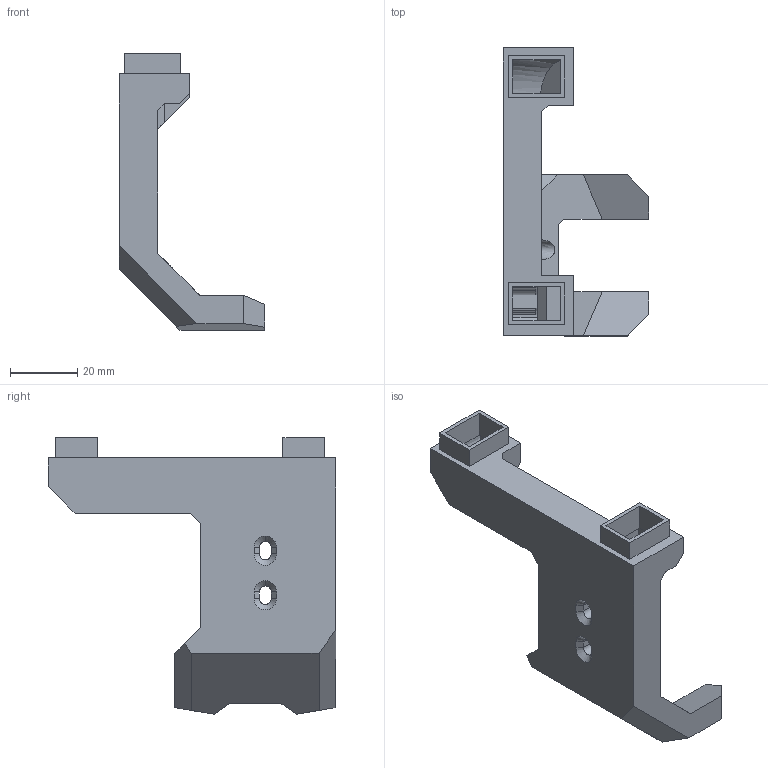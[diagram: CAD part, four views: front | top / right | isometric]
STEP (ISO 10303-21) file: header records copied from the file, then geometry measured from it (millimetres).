
FILE_DESCRIPTION (( 'STEP AP203' ), '1' );
FILE_NAME ('LPH volcano dual 5015 fan duct .STEP', '2023-02-01T18:58:41', ( '' ), ( '' ), 'SwSTEP 2.0', 'SolidWorks 2018', '' );
FILE_SCHEMA (( 'CONFIG_CONTROL_DESIGN' ));
Length unit declared in the file: millimetre
Products named in the file (1): LPH volcano dual 5015 fan duct 
Bounding box: 43.5 x 85.7 x 82.4 mm (x, y, z)
Volume: 17365.6 mm3; surface area: 29773 mm2
Topology: 1 solids, 2 shells, 401 faces, 1075 edges, 668 vertices
Faces by surface type: plane 172, cylinder 95, cone 84, bspline 50
Entity records: 17476 total; most frequent: CARTESIAN_POINT 7805, ORIENTED_EDGE 2150, DIRECTION 1793, EDGE_CURVE 1075, VERTEX_POINT 668, LINE 647, VECTOR 647, AXIS2_PLACEMENT_3D 573
